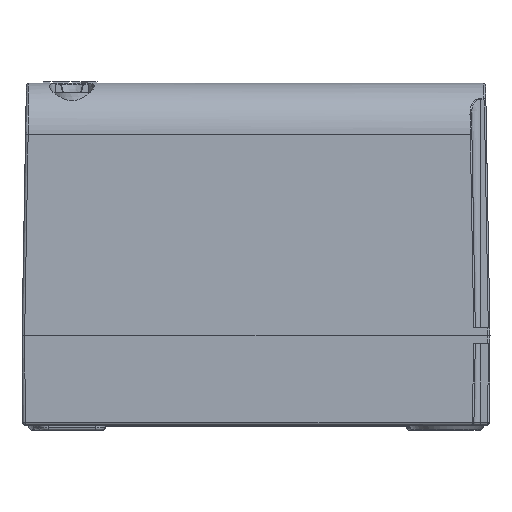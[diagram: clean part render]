
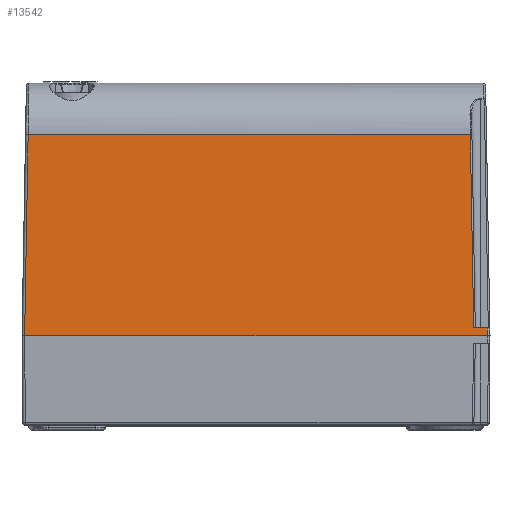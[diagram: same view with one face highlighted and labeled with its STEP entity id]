
A CAD part, front view. The second image highlights one B-rep face of the part: STEP entity #13542.
In plain terms, the highlighted planar face has unit normal (0, -1, 0.018).
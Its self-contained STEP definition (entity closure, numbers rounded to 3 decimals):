
#2840 = CARTESIAN_POINT ( 'NONE',  ( -44.5, -68.834, 55.175 ) ) ;
#4604 = CARTESIAN_POINT ( 'NONE',  ( 44., -69.5, 17. ) ) ;
#4968 = ORIENTED_EDGE ( 'NONE', *, *, #36463, .T. ) ;
#5420 = CARTESIAN_POINT ( 'NONE',  ( -44.5, -69.5, 17. ) ) ;
#5548 = EDGE_CURVE ( 'NONE', #32917, #13522, #20645, .T. ) ;
#7831 = CARTESIAN_POINT ( 'NONE',  ( -44., -69.5, 17. ) ) ;
#9600 = EDGE_CURVE ( 'NONE', #20849, #39645, #32202, .T. ) ;
#10405 = VECTOR ( 'NONE', #20362, 1000. ) ;
#13522 = VERTEX_POINT ( 'NONE', #24032 ) ;
#13542 = ADVANCED_FACE ( 'NONE', ( #16801 ), #36934, .T. ) ;
#14347 = VERTEX_POINT ( 'NONE', #28459 ) ;
#15715 = EDGE_LOOP ( 'NONE', ( #4968, #25294, #22271, #33555, #42576, #21177 ) ) ;
#16801 = FACE_OUTER_BOUND ( 'NONE', #15715, .T. ) ;
#17474 = CARTESIAN_POINT ( 'NONE',  ( 40.76, -68.834, 55.169 ) ) ;
#18536 = DIRECTION ( 'NONE',  ( 1., 0., 0. ) ) ;
#20362 = DIRECTION ( 'NONE',  ( -0.017, -0.017, -1. ) ) ;
#20645 = LINE ( 'NONE', #33285, #25847 ) ;
#20849 = VERTEX_POINT ( 'NONE', #24651 ) ;
#21177 = ORIENTED_EDGE ( 'NONE', *, *, #29447, .T. ) ;
#22271 = ORIENTED_EDGE ( 'NONE', *, *, #24732, .T. ) ;
#22532 = CARTESIAN_POINT ( 'NONE',  ( -44.5, -69.474, 18.5 ) ) ;
#23344 = VERTEX_POINT ( 'NONE', #25421 ) ;
#23680 = CARTESIAN_POINT ( 'NONE',  ( -44.5, -69.5, 17. ) ) ;
#24032 = CARTESIAN_POINT ( 'NONE',  ( 43.974, -69.474, 18.5 ) ) ;
#24651 = CARTESIAN_POINT ( 'NONE',  ( -43.334, -68.834, 55.175 ) ) ;
#24714 = CARTESIAN_POINT ( 'NONE',  ( -44., -69.5, 16.991 ) ) ;
#24732 = EDGE_CURVE ( 'NONE', #39645, #32917, #46454, .T. ) ;
#25031 = VECTOR ( 'NONE', #38241, 1000. ) ;
#25294 = ORIENTED_EDGE ( 'NONE', *, *, #9600, .T. ) ;
#25393 = AXIS2_PLACEMENT_3D ( 'NONE', #5420, #32016, #44466 ) ;
#25421 = CARTESIAN_POINT ( 'NONE',  ( 40.76, -68.834, 55.175 ) ) ;
#25472 = LINE ( 'NONE', #17474, #42505 ) ;
#25847 = VECTOR ( 'NONE', #37156, 1000. ) ;
#28459 = CARTESIAN_POINT ( 'NONE',  ( 41.4, -69.474, 18.5 ) ) ;
#29447 = EDGE_CURVE ( 'NONE', #14347, #23344, #25472, .T. ) ;
#29452 = LINE ( 'NONE', #2840, #25031 ) ;
#30282 = LINE ( 'NONE', #22532, #33212 ) ;
#32016 = DIRECTION ( 'NONE',  ( 0., -1., 0.017 ) ) ;
#32202 = LINE ( 'NONE', #24714, #10405 ) ;
#32917 = VERTEX_POINT ( 'NONE', #4604 ) ;
#33197 = VECTOR ( 'NONE', #18536, 1000. ) ;
#33212 = VECTOR ( 'NONE', #34923, 1000. ) ;
#33285 = CARTESIAN_POINT ( 'NONE',  ( 43.973, -69.473, 18.544 ) ) ;
#33555 = ORIENTED_EDGE ( 'NONE', *, *, #5548, .T. ) ;
#34923 = DIRECTION ( 'NONE',  ( 1., 0., 0. ) ) ;
#36463 = EDGE_CURVE ( 'NONE', #23344, #20849, #29452, .T. ) ;
#36934 = PLANE ( 'NONE',  #25393 ) ;
#37156 = DIRECTION ( 'NONE',  ( -0.017, 0.017, 1. ) ) ;
#38241 = DIRECTION ( 'NONE',  ( -1., 0., 0. ) ) ;
#39645 = VERTEX_POINT ( 'NONE', #7831 ) ;
#42044 = DIRECTION ( 'NONE',  ( -0.017, 0.017, 1. ) ) ;
#42505 = VECTOR ( 'NONE', #42044, 1000. ) ;
#42576 = ORIENTED_EDGE ( 'NONE', *, *, #50952, .F. ) ;
#44466 = DIRECTION ( 'NONE',  ( 0., -0.017, -1. ) ) ;
#46454 = LINE ( 'NONE', #23680, #33197 ) ;
#50952 = EDGE_CURVE ( 'NONE', #14347, #13522, #30282, .T. ) ;
